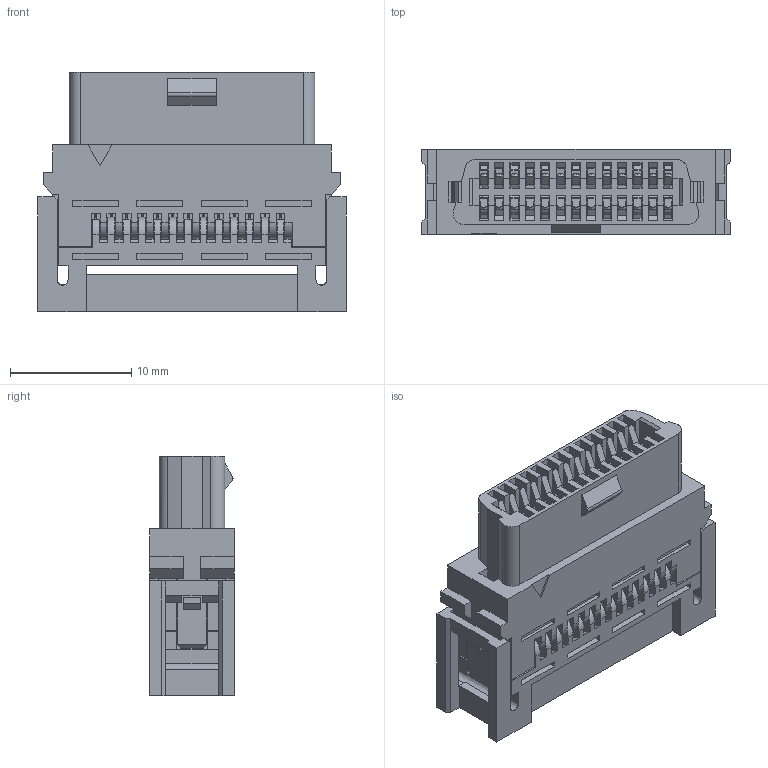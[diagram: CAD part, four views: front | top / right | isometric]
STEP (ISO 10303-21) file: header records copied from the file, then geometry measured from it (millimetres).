
FILE_DESCRIPTION( ('This file contains a STEP AP42 implementation' ,'as created by ZW3D STEP Interface translator.') ,'2;1' );
FILE_NAME( '6322D-XXXSIXXPNA01.stP' ,'231028. 93249', (''), ('ZWCAD Software Co.'), 'Version 1.0', 'ZW3D to STEP translator', '' );
FILE_SCHEMA(('AUTOMOTIVE_DESIGN { 1 0 10303 214 1 1 1 1 }'));
Length unit declared in the file: millimetre
Products named in the file (2): 0; 6322D-026SIS2PNA01
Bounding box: 25.49 x 7 x 19.8 mm (x, y, z)
Volume: 1898.6 mm3; surface area: 5474.5 mm2
Topology: 1 solids, 1 shells, 3318 faces, 10232 edges, 6568 vertices
Faces by surface type: plane 2274, bspline 834, cylinder 202, cone 8
Entity records: 155725 total; most frequent: CARTESIAN_POINT 80167, ORIENTED_EDGE 20568, EDGE_CURVE 10232, B_SPLINE_CURVE_WITH_KNOTS 8169, DIRECTION 7606, VERTEX_POINT 6568, EDGE_LOOP 3434, FACE_OUTER_BOUND 3318
